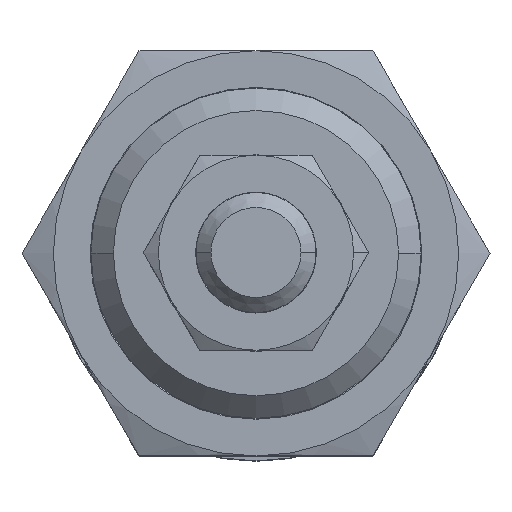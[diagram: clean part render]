
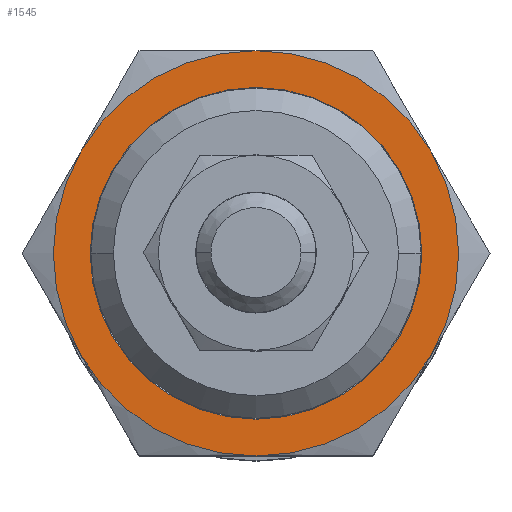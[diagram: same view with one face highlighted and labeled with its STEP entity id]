
A CAD part, top view. The second image highlights one B-rep face of the part: STEP entity #1545.
In plain terms, the highlighted planar face has unit normal (0, 0, 1).
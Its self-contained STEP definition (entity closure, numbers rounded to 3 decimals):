
#247 = AXIS2_PLACEMENT_3D ( 'NONE', #498, #10764, #8846 ) ;
#351 = CARTESIAN_POINT ( 'NONE',  ( 11.691, -6.75, 204. ) ) ;
#424 = CARTESIAN_POINT ( 'NONE',  ( -11.691, -6.75, 204. ) ) ;
#498 = CARTESIAN_POINT ( 'NONE',  ( 0., 0., 204. ) ) ;
#590 = CARTESIAN_POINT ( 'NONE',  ( -9.57, -5.525, 204. ) ) ;
#914 = EDGE_CURVE ( 'NONE', #5064, #1045, #4944, .T. ) ;
#1045 = VERTEX_POINT ( 'NONE', #4941 ) ;
#1096 = ORIENTED_EDGE ( 'NONE', *, *, #4080, .T. ) ;
#1434 = CIRCLE ( 'NONE', #3010, 11.05 ) ;
#1502 = ORIENTED_EDGE ( 'NONE', *, *, #10032, .T. ) ;
#1545 = ADVANCED_FACE ( 'NONE', ( #5792, #7641 ), #4013, .F. ) ;
#1609 = EDGE_CURVE ( 'NONE', #8991, #11465, #5932, .T. ) ;
#1614 = CIRCLE ( 'NONE', #8480, 13.5 ) ;
#1651 = ORIENTED_EDGE ( 'NONE', *, *, #1609, .F. ) ;
#1681 = EDGE_CURVE ( 'NONE', #9346, #3128, #1614, .T. ) ;
#2048 = AXIS2_PLACEMENT_3D ( 'NONE', #9479, #7601, #10659 ) ;
#2358 = CARTESIAN_POINT ( 'NONE',  ( 0., 0., 204. ) ) ;
#2414 = AXIS2_PLACEMENT_3D ( 'NONE', #11327, #4071, #3089 ) ;
#2607 = DIRECTION ( 'NONE',  ( 0.866, 0.5, 0. ) ) ;
#2846 = ORIENTED_EDGE ( 'NONE', *, *, #10270, .F. ) ;
#2872 = CIRCLE ( 'NONE', #4839, 13.5 ) ;
#3010 = AXIS2_PLACEMENT_3D ( 'NONE', #8729, #4072, #7023 ) ;
#3089 = DIRECTION ( 'NONE',  ( 0.866, 0.5, 0. ) ) ;
#3128 = VERTEX_POINT ( 'NONE', #5192 ) ;
#3203 = ORIENTED_EDGE ( 'NONE', *, *, #5584, .F. ) ;
#3402 = DIRECTION ( 'NONE',  ( 0.866, 0.5, 0. ) ) ;
#3861 = VERTEX_POINT ( 'NONE', #590 ) ;
#4013 = PLANE ( 'NONE',  #2414 ) ;
#4071 = DIRECTION ( 'NONE',  ( 0., 0., -1. ) ) ;
#4072 = DIRECTION ( 'NONE',  ( 0., 0., -1. ) ) ;
#4080 = EDGE_CURVE ( 'NONE', #3861, #10133, #4798, .T. ) ;
#4129 = DIRECTION ( 'NONE',  ( 0.866, 0.5, 0. ) ) ;
#4371 = DIRECTION ( 'NONE',  ( 0., 0., -1. ) ) ;
#4667 = CARTESIAN_POINT ( 'NONE',  ( 0., 0., 204. ) ) ;
#4798 = CIRCLE ( 'NONE', #2048, 11.05 ) ;
#4839 = AXIS2_PLACEMENT_3D ( 'NONE', #5428, #12128, #2607 ) ;
#4941 = CARTESIAN_POINT ( 'NONE',  ( -11.691, 6.75, 204. ) ) ;
#4944 = CIRCLE ( 'NONE', #5134, 13.5 ) ;
#5064 = VERTEX_POINT ( 'NONE', #424 ) ;
#5134 = AXIS2_PLACEMENT_3D ( 'NONE', #4667, #10988, #12032 ) ;
#5192 = CARTESIAN_POINT ( 'NONE',  ( 11.691, 6.75, 204. ) ) ;
#5349 = CARTESIAN_POINT ( 'NONE',  ( 0., -13.5, 204. ) ) ;
#5428 = CARTESIAN_POINT ( 'NONE',  ( 0., 0., 204. ) ) ;
#5584 = EDGE_CURVE ( 'NONE', #1045, #9346, #2872, .T. ) ;
#5792 = FACE_BOUND ( 'NONE', #10699, .T. ) ;
#5932 = CIRCLE ( 'NONE', #247, 13.5 ) ;
#6095 = DIRECTION ( 'NONE',  ( 0., 0., -1. ) ) ;
#6166 = CARTESIAN_POINT ( 'NONE',  ( 0., 0., 204. ) ) ;
#6257 = ORIENTED_EDGE ( 'NONE', *, *, #6446, .F. ) ;
#6446 = EDGE_CURVE ( 'NONE', #11465, #5064, #9154, .T. ) ;
#7023 = DIRECTION ( 'NONE',  ( 0.866, 0.5, 0. ) ) ;
#7601 = DIRECTION ( 'NONE',  ( 0., 0., -1. ) ) ;
#7641 = FACE_OUTER_BOUND ( 'NONE', #9423, .T. ) ;
#8115 = DIRECTION ( 'NONE',  ( 0.866, 0.5, 0. ) ) ;
#8480 = AXIS2_PLACEMENT_3D ( 'NONE', #9016, #6095, #4129 ) ;
#8702 = AXIS2_PLACEMENT_3D ( 'NONE', #6166, #4371, #8115 ) ;
#8729 = CARTESIAN_POINT ( 'NONE',  ( 0., 0., 204. ) ) ;
#8846 = DIRECTION ( 'NONE',  ( 0.866, 0.5, 0. ) ) ;
#8991 = VERTEX_POINT ( 'NONE', #351 ) ;
#9016 = CARTESIAN_POINT ( 'NONE',  ( 0., 0., 204. ) ) ;
#9088 = CIRCLE ( 'NONE', #8702, 13.5 ) ;
#9138 = ORIENTED_EDGE ( 'NONE', *, *, #1681, .F. ) ;
#9154 = CIRCLE ( 'NONE', #10746, 13.5 ) ;
#9229 = CARTESIAN_POINT ( 'NONE',  ( 0., 13.5, 204. ) ) ;
#9346 = VERTEX_POINT ( 'NONE', #9229 ) ;
#9423 = EDGE_LOOP ( 'NONE', ( #2846, #9138, #3203, #11024, #6257, #1651 ) ) ;
#9479 = CARTESIAN_POINT ( 'NONE',  ( 0., 0., 204. ) ) ;
#10032 = EDGE_CURVE ( 'NONE', #10133, #3861, #1434, .T. ) ;
#10133 = VERTEX_POINT ( 'NONE', #11504 ) ;
#10270 = EDGE_CURVE ( 'NONE', #3128, #8991, #9088, .T. ) ;
#10659 = DIRECTION ( 'NONE',  ( 0.866, 0.5, 0. ) ) ;
#10699 = EDGE_LOOP ( 'NONE', ( #1096, #1502 ) ) ;
#10746 = AXIS2_PLACEMENT_3D ( 'NONE', #2358, #11813, #3402 ) ;
#10764 = DIRECTION ( 'NONE',  ( 0., 0., -1. ) ) ;
#10988 = DIRECTION ( 'NONE',  ( 0., 0., -1. ) ) ;
#11024 = ORIENTED_EDGE ( 'NONE', *, *, #914, .F. ) ;
#11327 = CARTESIAN_POINT ( 'NONE',  ( 0., 0., 204. ) ) ;
#11465 = VERTEX_POINT ( 'NONE', #5349 ) ;
#11504 = CARTESIAN_POINT ( 'NONE',  ( 9.57, 5.525, 204. ) ) ;
#11813 = DIRECTION ( 'NONE',  ( 0., 0., -1. ) ) ;
#12032 = DIRECTION ( 'NONE',  ( 0.866, 0.5, 0. ) ) ;
#12128 = DIRECTION ( 'NONE',  ( 0., 0., -1. ) ) ;
